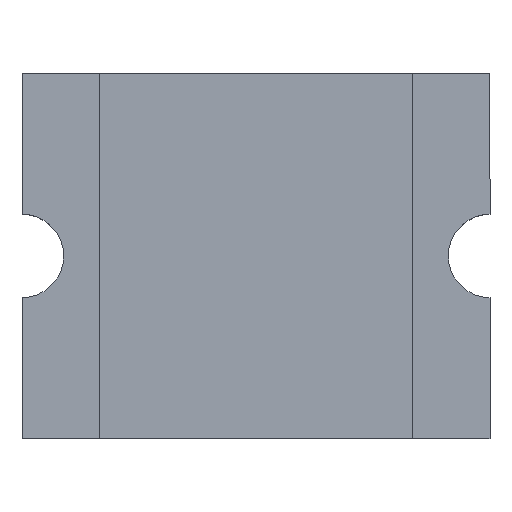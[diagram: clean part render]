
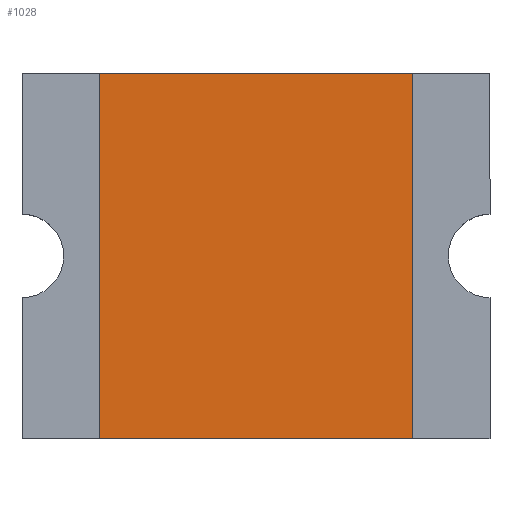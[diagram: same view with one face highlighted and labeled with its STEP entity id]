
A CAD part, top view. The second image highlights one B-rep face of the part: STEP entity #1028.
In plain terms, the highlighted planar face has unit normal (0, 0, 1).
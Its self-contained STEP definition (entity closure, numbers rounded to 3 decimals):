
#2 = VERTEX_POINT ( 'NONE', #564 ) ;
#12 = CARTESIAN_POINT ( 'NONE',  ( -1.525, 0., 0.675 ) ) ;
#17 = DIRECTION ( 'NONE',  ( 0., 0., 1. ) ) ;
#18 = ORIENTED_EDGE ( 'NONE', *, *, #619, .T. ) ;
#23 = DIRECTION ( 'NONE',  ( 0., 1., 0. ) ) ;
#35 = EDGE_CURVE ( 'NONE', #844, #1022, #327, .T. ) ;
#45 = DIRECTION ( 'NONE',  ( 1., 0., 0. ) ) ;
#86 = DIRECTION ( 'NONE',  ( 0., -1., 0. ) ) ;
#138 = VECTOR ( 'NONE', #941, 1000. ) ;
#175 = ORIENTED_EDGE ( 'NONE', *, *, #35, .T. ) ;
#222 = CARTESIAN_POINT ( 'NONE',  ( -1.525, 1.778, 0.675 ) ) ;
#327 = LINE ( 'NONE', #12, #487 ) ;
#338 = AXIS2_PLACEMENT_3D ( 'NONE', #438, #17, #356 ) ;
#344 = LINE ( 'NONE', #730, #642 ) ;
#356 = DIRECTION ( 'NONE',  ( 1., 0., 0. ) ) ;
#378 = LINE ( 'NONE', #612, #138 ) ;
#402 = ORIENTED_EDGE ( 'NONE', *, *, #831, .F. ) ;
#407 = VECTOR ( 'NONE', #45, 1000. ) ;
#417 = FACE_OUTER_BOUND ( 'NONE', #967, .T. ) ;
#438 = CARTESIAN_POINT ( 'NONE',  ( 0., 0., 0.675 ) ) ;
#487 = VECTOR ( 'NONE', #86, 1000. ) ;
#564 = CARTESIAN_POINT ( 'NONE',  ( 1.525, -1.778, 0.675 ) ) ;
#602 = CARTESIAN_POINT ( 'NONE',  ( 1.525, 1.778, 0.675 ) ) ;
#609 = LINE ( 'NONE', #929, #407 ) ;
#612 = CARTESIAN_POINT ( 'NONE',  ( 0., -1.778, 0.675 ) ) ;
#619 = EDGE_CURVE ( 'NONE', #1022, #2, #378, .T. ) ;
#642 = VECTOR ( 'NONE', #23, 1000. ) ;
#730 = CARTESIAN_POINT ( 'NONE',  ( 1.525, 0., 0.675 ) ) ;
#741 = PLANE ( 'NONE',  #338 ) ;
#808 = CARTESIAN_POINT ( 'NONE',  ( -1.525, -1.778, 0.675 ) ) ;
#823 = VERTEX_POINT ( 'NONE', #602 ) ;
#831 = EDGE_CURVE ( 'NONE', #844, #823, #609, .T. ) ;
#844 = VERTEX_POINT ( 'NONE', #222 ) ;
#901 = ORIENTED_EDGE ( 'NONE', *, *, #953, .T. ) ;
#929 = CARTESIAN_POINT ( 'NONE',  ( 0., 1.778, 0.675 ) ) ;
#941 = DIRECTION ( 'NONE',  ( 1., 0., 0. ) ) ;
#953 = EDGE_CURVE ( 'NONE', #2, #823, #344, .T. ) ;
#967 = EDGE_LOOP ( 'NONE', ( #18, #901, #402, #175 ) ) ;
#1022 = VERTEX_POINT ( 'NONE', #808 ) ;
#1028 = ADVANCED_FACE ( 'NONE', ( #417 ), #741, .T. ) ;
